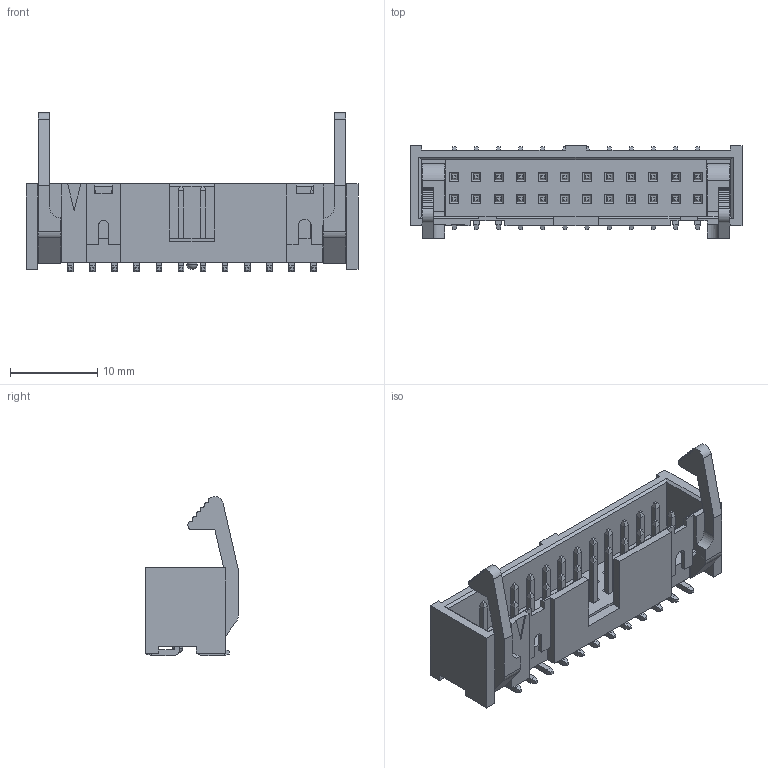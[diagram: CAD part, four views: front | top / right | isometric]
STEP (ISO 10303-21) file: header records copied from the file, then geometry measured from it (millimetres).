
FILE_DESCRIPTION( ('This file contains a STEP AP42 implementation' ,'as created by ZW3D STEP Interface translator.') ,'2;1' );
FILE_NAME( '3211-XXMXXBSX1.stp' ,'231129.164737', (''), ('ZWCAD Software Co.'), 'Version 1.0', 'ZW3D to STEP translator', '' );
FILE_SCHEMA(('AUTOMOTIVE_DESIGN { 1 0 10303 214 1 1 1 1 }'));
Length unit declared in the file: millimetre
Products named in the file (2): 0; 3211-24MG0BST1
Bounding box: 38.1 x 10.62 x 18.25 mm (x, y, z)
Volume: 1605.2 mm3; surface area: 3020.3 mm2
Topology: 1 solids, 1 shells, 879 faces, 2131 edges, 1290 vertices
Faces by surface type: plane 780, cylinder 64, bspline 33, sphere 2
Full cylindrical faces by diameter (mm): 1.2 x2, 1.4 x2
Entity records: 26078 total; most frequent: CARTESIAN_POINT 4766, ORIENTED_EDGE 4258, DIRECTION 4025, EDGE_CURVE 2129, VECTOR 1927, LINE 1927, VERTEX_POINT 1290, AXIS2_PLACEMENT_3D 1049
